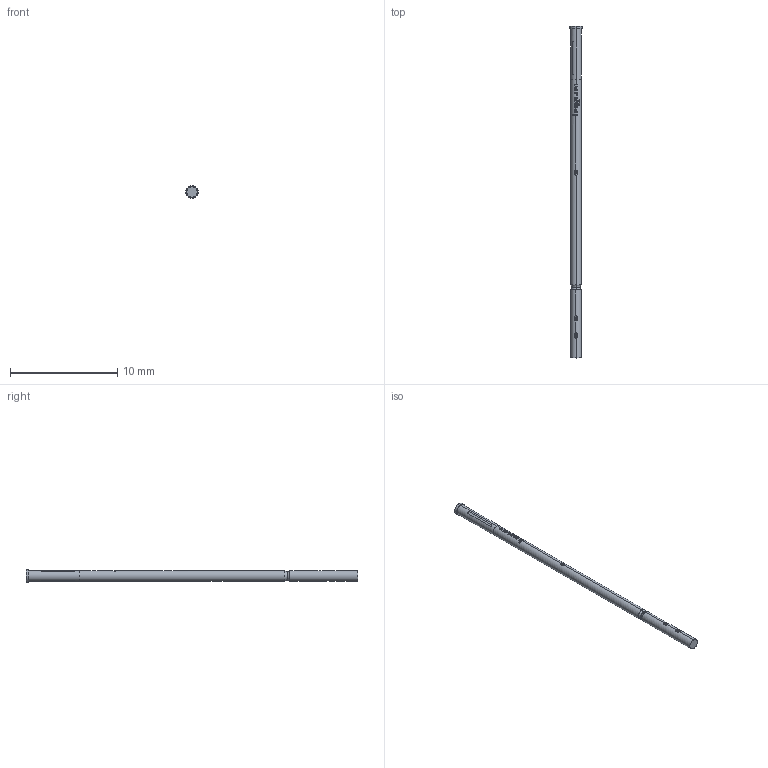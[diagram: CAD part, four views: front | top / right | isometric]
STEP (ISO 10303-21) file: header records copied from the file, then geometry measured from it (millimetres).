
FILE_DESCRIPTION (( 'STEP AP203' ), '1' );
FILE_NAME ('INGUN_KS-081_35_E03.STEP', '2022-02-09T05:10:15', ( 'ochi' ), ( '' ), 'SwSTEP 2.0', 'SolidWorks 2018', '' );
FILE_SCHEMA (( 'CONFIG_CONTROL_DESIGN' ));
Length unit declared in the file: millimetre
Products named in the file (1): INGUN_KS-081_35_E03
Bounding box: 1.15 x 31 x 1.15 mm (x, y, z)
Volume: 23.9 mm3; surface area: 98.9 mm2
Topology: 1 solids, 1 shells, 124 faces, 342 edges, 226 vertices
Faces by surface type: plane 53, bspline 34, cylinder 33, torus 4
Entity records: 5123 total; most frequent: CARTESIAN_POINT 2141, ORIENTED_EDGE 684, DIRECTION 506, EDGE_CURVE 342, VERTEX_POINT 226, AXIS2_PLACEMENT_3D 201, EDGE_LOOP 130, B_SPLINE_CURVE_WITH_KNOTS 128
